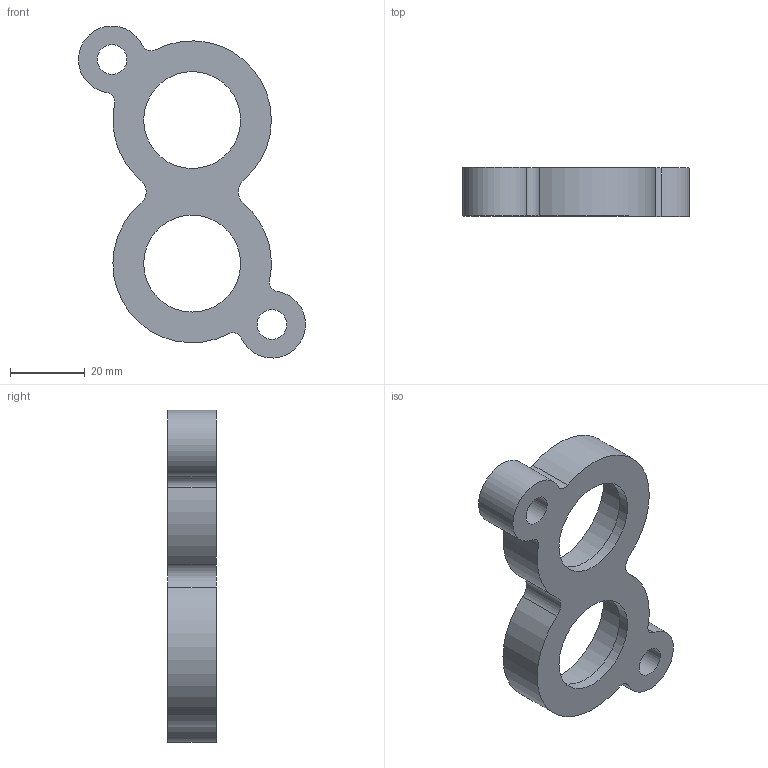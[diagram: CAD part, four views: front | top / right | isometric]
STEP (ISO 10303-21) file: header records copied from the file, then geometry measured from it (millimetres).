
FILE_DESCRIPTION(/* description */ (''),/* implementation_level */ '2;1');
FILE_NAME(/* name */ 'Prius battery input cover v5.step',/* time_stamp */ '2022-05-12T20:13:03+01:00',/* author */ (''),/* organization */ (''),/* preprocessor_version */ 'ST-DEVELOPER v18.1',/* originating_system */ 'Autodesk Translation Framework v10.14.0.1471',/* authorisation */ '');
FILE_SCHEMA (('AUTOMOTIVE_DESIGN { 1 0 10303 214 3 1 1 }'));
Length unit declared in the file: millimetre
Products named in the file (1): Prius battery input cover
Bounding box: 60.89 x 13 x 89.07 mm (x, y, z)
Volume: 19797.2 mm3; surface area: 11051.4 mm2
Topology: 1 solids, 1 shells, 22 faces, 54 edges, 36 vertices
Faces by surface type: cylinder 18, plane 4
Full cylindrical faces by diameter (mm): 8 x2, 26 x2, 34 x2
Entity records: 723 total; most frequent: DIRECTION 136, CARTESIAN_POINT 113, ORIENTED_EDGE 108, AXIS2_PLACEMENT_3D 59, EDGE_CURVE 54, CIRCLE 36, VERTEX_POINT 36, EDGE_LOOP 32
